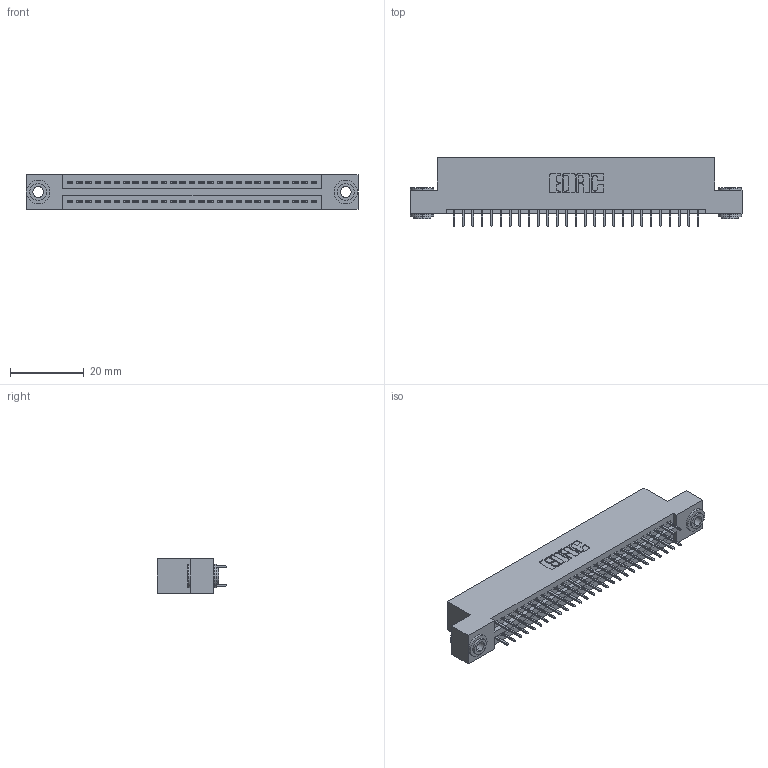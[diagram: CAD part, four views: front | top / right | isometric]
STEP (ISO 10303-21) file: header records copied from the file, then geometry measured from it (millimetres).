
FILE_DESCRIPTION (( 'STEP AP203' ), '1' );
FILE_NAME ('895-054-525-203.STEP', '2020-09-27T14:01:33', ( '' ), ( '' ), 'SwSTEP 2.0', 'SolidWorks 2020', '' );
FILE_SCHEMA (( 'CONFIG_CONTROL_DESIGN' ));
Length unit declared in the file: inch
Products named in the file (4): 845 Part_Flush Mounting Lugs - 0.156 Dia-TH; 345-292-001_345-293-125; 345-250-002_345-250-002-102; 895-054-525-203
Assembly tree (57 placements, depth 2):
  895-054-525-203
    845 Part_Flush Mounting Lugs - 0.156 Dia-TH
    345-292-001_345-293-125  x54
    345-250-002_345-250-002-102  x2
Bounding box: 89.79 x 18.72 x 9.4 mm (x, y, z)
Volume: 8513.5 mm3; surface area: 12230.9 mm2
Topology: 57 solids, 57 shells, 3080 faces, 8679 edges, 5566 vertices
Faces by surface type: plane 2196, cylinder 876, cone 8
Entity records: 23928 total; most frequent: CARTESIAN_POINT 3999, ORIENTED_EDGE 3926, DIRECTION 3577, EDGE_CURVE 1963, VECTOR 1703, LINE 1703, VERTEX_POINT 1302, AXIS2_PLACEMENT_3D 937
